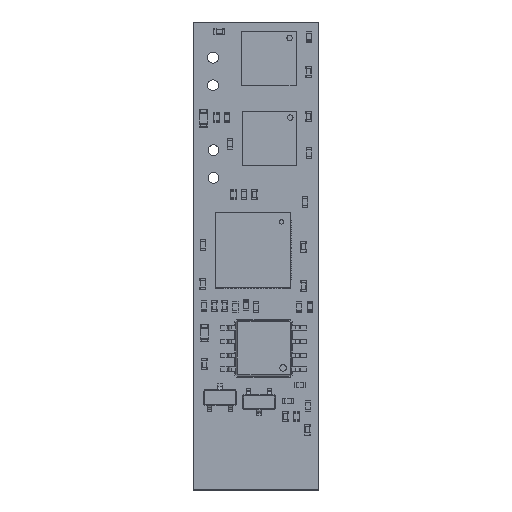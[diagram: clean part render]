
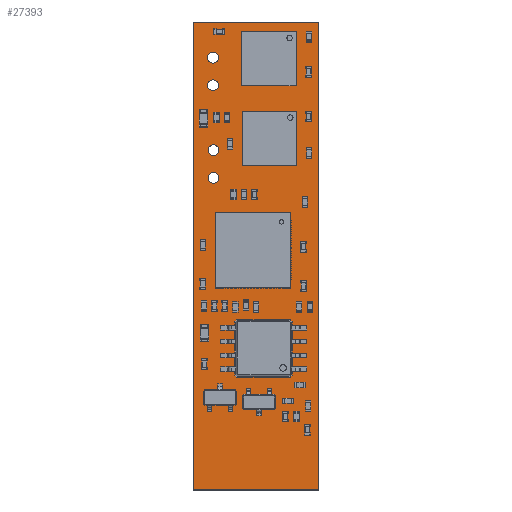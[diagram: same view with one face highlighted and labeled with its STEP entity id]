
A CAD part, top view. The second image highlights one B-rep face of the part: STEP entity #27393.
In plain terms, the highlighted planar face has unit normal (0, 0, 1).
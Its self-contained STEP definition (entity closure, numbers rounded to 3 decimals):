
#27237 = VERTEX_POINT('',#27238);
#27238 = CARTESIAN_POINT('',(11.281,-0.506,1.6));
#27244 = EDGE_CURVE('',#27237,#27245,#27247,.T.);
#27245 = VERTEX_POINT('',#27246);
#27246 = CARTESIAN_POINT('',(-0.219,-0.506,1.6));
#27247 = LINE('',#27248,#27249);
#27248 = CARTESIAN_POINT('',(11.281,-0.506,1.6));
#27249 = VECTOR('',#27250,1.);
#27250 = DIRECTION('',(-1.,0.,0.));
#27277 = VERTEX_POINT('',#27278);
#27278 = CARTESIAN_POINT('',(11.281,42.494,1.6));
#27284 = EDGE_CURVE('',#27277,#27237,#27285,.T.);
#27285 = LINE('',#27286,#27287);
#27286 = CARTESIAN_POINT('',(11.281,42.494,1.6));
#27287 = VECTOR('',#27288,1.);
#27288 = DIRECTION('',(0.,-1.,0.));
#27306 = EDGE_CURVE('',#27245,#27307,#27309,.T.);
#27307 = VERTEX_POINT('',#27308);
#27308 = CARTESIAN_POINT('',(-0.219,42.494,1.6));
#27309 = LINE('',#27310,#27311);
#27310 = CARTESIAN_POINT('',(-0.219,-0.506,1.6));
#27311 = VECTOR('',#27312,1.);
#27312 = DIRECTION('',(0.,1.,0.));
#27393 = ADVANCED_FACE('',(#27394,#27405,#27416,#27427,#27438),#27449,
  .F.);
#27394 = FACE_BOUND('',#27395,.F.);
#27395 = EDGE_LOOP('',(#27396,#27397,#27398,#27404));
#27396 = ORIENTED_EDGE('',*,*,#27244,.T.);
#27397 = ORIENTED_EDGE('',*,*,#27306,.T.);
#27398 = ORIENTED_EDGE('',*,*,#27399,.T.);
#27399 = EDGE_CURVE('',#27307,#27277,#27400,.T.);
#27400 = LINE('',#27401,#27402);
#27401 = CARTESIAN_POINT('',(-0.219,42.494,1.6));
#27402 = VECTOR('',#27403,1.);
#27403 = DIRECTION('',(1.,0.,0.));
#27404 = ORIENTED_EDGE('',*,*,#27284,.T.);
#27405 = FACE_BOUND('',#27406,.F.);
#27406 = EDGE_LOOP('',(#27407));
#27407 = ORIENTED_EDGE('',*,*,#27408,.F.);
#27408 = EDGE_CURVE('',#27409,#27409,#27411,.T.);
#27409 = VERTEX_POINT('',#27410);
#27410 = CARTESIAN_POINT('',(1.626,27.674,1.6));
#27411 = CIRCLE('',#27412,0.5);
#27412 = AXIS2_PLACEMENT_3D('',#27413,#27414,#27415);
#27413 = CARTESIAN_POINT('',(1.626,28.174,1.6));
#27414 = DIRECTION('',(-0.,0.,-1.));
#27415 = DIRECTION('',(-0.,-1.,0.));
#27416 = FACE_BOUND('',#27417,.F.);
#27417 = EDGE_LOOP('',(#27418));
#27418 = ORIENTED_EDGE('',*,*,#27419,.F.);
#27419 = EDGE_CURVE('',#27420,#27420,#27422,.T.);
#27420 = VERTEX_POINT('',#27421);
#27421 = CARTESIAN_POINT('',(1.626,30.214,1.6));
#27422 = CIRCLE('',#27423,0.5);
#27423 = AXIS2_PLACEMENT_3D('',#27424,#27425,#27426);
#27424 = CARTESIAN_POINT('',(1.626,30.714,1.6));
#27425 = DIRECTION('',(-0.,0.,-1.));
#27426 = DIRECTION('',(-0.,-1.,0.));
#27427 = FACE_BOUND('',#27428,.F.);
#27428 = EDGE_LOOP('',(#27429));
#27429 = ORIENTED_EDGE('',*,*,#27430,.F.);
#27430 = EDGE_CURVE('',#27431,#27431,#27433,.T.);
#27431 = VERTEX_POINT('',#27432);
#27432 = CARTESIAN_POINT('',(1.581,36.179,1.6));
#27433 = CIRCLE('',#27434,0.5);
#27434 = AXIS2_PLACEMENT_3D('',#27435,#27436,#27437);
#27435 = CARTESIAN_POINT('',(1.581,36.679,1.6));
#27436 = DIRECTION('',(-0.,0.,-1.));
#27437 = DIRECTION('',(-0.,-1.,0.));
#27438 = FACE_BOUND('',#27439,.F.);
#27439 = EDGE_LOOP('',(#27440));
#27440 = ORIENTED_EDGE('',*,*,#27441,.F.);
#27441 = EDGE_CURVE('',#27442,#27442,#27444,.T.);
#27442 = VERTEX_POINT('',#27443);
#27443 = CARTESIAN_POINT('',(1.581,38.719,1.6));
#27444 = CIRCLE('',#27445,0.5);
#27445 = AXIS2_PLACEMENT_3D('',#27446,#27447,#27448);
#27446 = CARTESIAN_POINT('',(1.581,39.219,1.6));
#27447 = DIRECTION('',(-0.,0.,-1.));
#27448 = DIRECTION('',(-0.,-1.,0.));
#27449 = PLANE('',#27450);
#27450 = AXIS2_PLACEMENT_3D('',#27451,#27452,#27453);
#27451 = CARTESIAN_POINT('',(5.531,20.994,1.6));
#27452 = DIRECTION('',(-0.,-0.,-1.));
#27453 = DIRECTION('',(-1.,0.,0.));
